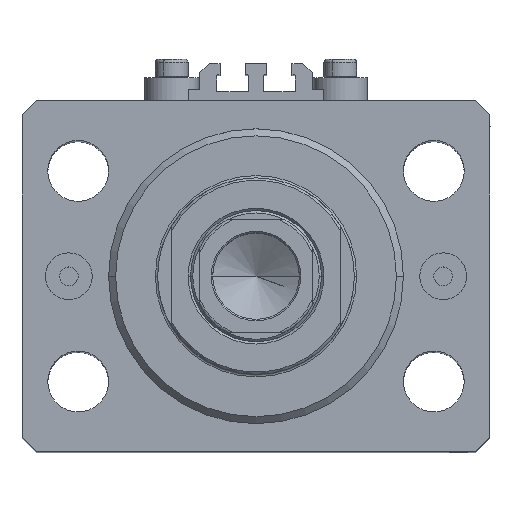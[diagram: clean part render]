
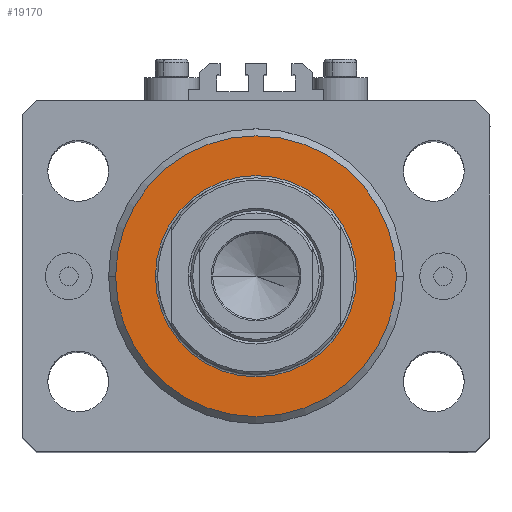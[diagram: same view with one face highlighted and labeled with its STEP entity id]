
A CAD part, top view. The second image highlights one B-rep face of the part: STEP entity #19170.
In plain terms, the highlighted face is planar.
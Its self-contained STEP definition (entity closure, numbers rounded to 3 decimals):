
#1245 = CARTESIAN_POINT ( 'NONE',  ( 0., 0., 0. ) ) ;
#1395 = DIRECTION ( 'NONE',  ( 0., 0., -1. ) ) ;
#3663 = CARTESIAN_POINT ( 'NONE',  ( 30., 0., 0. ) ) ;
#3871 = ORIENTED_EDGE ( 'NONE', *, *, #16919, .T. ) ;
#4815 = AXIS2_PLACEMENT_3D ( 'NONE', #39962, #29195, #40190 ) ;
#5071 = DIRECTION ( 'NONE',  ( 0., 0., 1. ) ) ;
#5255 = DIRECTION ( 'NONE',  ( 0., 0., -1. ) ) ;
#5302 = FACE_BOUND ( 'NONE', #34139, .T. ) ;
#8185 = FACE_OUTER_BOUND ( 'NONE', #17038, .T. ) ;
#9470 = AXIS2_PLACEMENT_3D ( 'NONE', #23648, #5255, #12413 ) ;
#11696 = CIRCLE ( 'NONE', #4815, 21.5 ) ;
#12413 = DIRECTION ( 'NONE',  ( 1., 0., 0. ) ) ;
#13288 = CIRCLE ( 'NONE', #9470, 30. ) ;
#13323 = CARTESIAN_POINT ( 'NONE',  ( 0., 0., 0. ) ) ;
#13844 = VERTEX_POINT ( 'NONE', #3663 ) ;
#14731 = AXIS2_PLACEMENT_3D ( 'NONE', #1245, #5071, #19873 ) ;
#16919 = EDGE_CURVE ( 'NONE', #25740, #13844, #13288, .T. ) ;
#17038 = EDGE_LOOP ( 'NONE', ( #42130, #3871 ) ) ;
#17268 = ORIENTED_EDGE ( 'NONE', *, *, #18924, .T. ) ;
#18697 = VERTEX_POINT ( 'NONE', #42492 ) ;
#18924 = EDGE_CURVE ( 'NONE', #18697, #46640, #11696, .T. ) ;
#19170 = ADVANCED_FACE ( 'NONE', ( #5302, #8185 ), #44699, .F. ) ;
#19873 = DIRECTION ( 'NONE',  ( 1., 0., 0. ) ) ;
#22605 = AXIS2_PLACEMENT_3D ( 'NONE', #39336, #28581, #24552 ) ;
#23648 = CARTESIAN_POINT ( 'NONE',  ( 0., 0., 0. ) ) ;
#23677 = ORIENTED_EDGE ( 'NONE', *, *, #25004, .T. ) ;
#24552 = DIRECTION ( 'NONE',  ( 1., 0., 0. ) ) ;
#25004 = EDGE_CURVE ( 'NONE', #46640, #18697, #43165, .T. ) ;
#25740 = VERTEX_POINT ( 'NONE', #36834 ) ;
#28581 = DIRECTION ( 'NONE',  ( 0., 0., 1. ) ) ;
#28848 = CIRCLE ( 'NONE', #38029, 30. ) ;
#29195 = DIRECTION ( 'NONE',  ( 0., 0., 1. ) ) ;
#30445 = EDGE_CURVE ( 'NONE', #13844, #25740, #28848, .T. ) ;
#34139 = EDGE_LOOP ( 'NONE', ( #17268, #23677 ) ) ;
#36834 = CARTESIAN_POINT ( 'NONE',  ( -30., 0., 0. ) ) ;
#38029 = AXIS2_PLACEMENT_3D ( 'NONE', #13323, #1395, #45077 ) ;
#38241 = CARTESIAN_POINT ( 'NONE',  ( -21.5, 0., 0. ) ) ;
#39336 = CARTESIAN_POINT ( 'NONE',  ( 0., 0., 0. ) ) ;
#39962 = CARTESIAN_POINT ( 'NONE',  ( 0., 0., 0. ) ) ;
#40190 = DIRECTION ( 'NONE',  ( 1., 0., 0. ) ) ;
#42130 = ORIENTED_EDGE ( 'NONE', *, *, #30445, .T. ) ;
#42492 = CARTESIAN_POINT ( 'NONE',  ( 21.5, 0., 0. ) ) ;
#43165 = CIRCLE ( 'NONE', #22605, 21.5 ) ;
#44699 = PLANE ( 'NONE',  #14731 ) ;
#45077 = DIRECTION ( 'NONE',  ( 1., 0., 0. ) ) ;
#46640 = VERTEX_POINT ( 'NONE', #38241 ) ;
